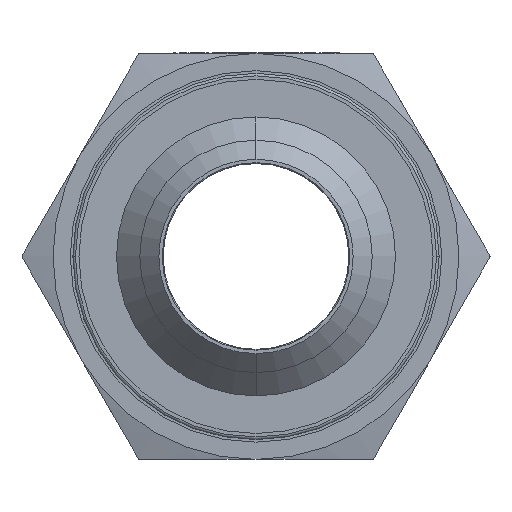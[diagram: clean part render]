
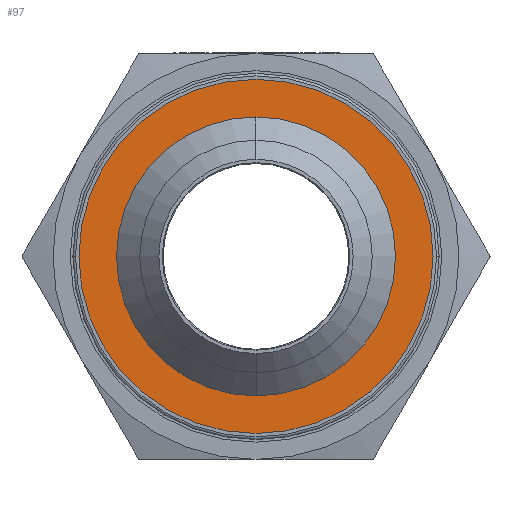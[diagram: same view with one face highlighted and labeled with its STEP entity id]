
A CAD part, left-side view. The second image highlights one B-rep face of the part: STEP entity #97.
In plain terms, the highlighted planar face has unit normal (-1, 0, 0).
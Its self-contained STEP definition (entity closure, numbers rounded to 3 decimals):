
#97 = ADVANCED_FACE ( 'NONE', ( #6066, #4395 ), #13081, .F. ) ;
#936 = ORIENTED_EDGE ( 'NONE', *, *, #10387, .T. ) ;
#1403 = CARTESIAN_POINT ( 'NONE',  ( -9.1, 0., 0. ) ) ;
#1910 = VERTEX_POINT ( 'NONE', #11100 ) ;
#2022 = ORIENTED_EDGE ( 'NONE', *, *, #8291, .T. ) ;
#2069 = EDGE_LOOP ( 'NONE', ( #2022, #8250 ) ) ;
#2291 = AXIS2_PLACEMENT_3D ( 'NONE', #1403, #9815, #9764 ) ;
#3017 = AXIS2_PLACEMENT_3D ( 'NONE', #10749, #5973, #7197 ) ;
#3902 = CIRCLE ( 'NONE', #6832, 16.15 ) ;
#4395 = FACE_OUTER_BOUND ( 'NONE', #8053, .T. ) ;
#4827 = CARTESIAN_POINT ( 'NONE',  ( -9.1, 0., 0. ) ) ;
#5435 = CARTESIAN_POINT ( 'NONE',  ( -9.1, 0., 0. ) ) ;
#5973 = DIRECTION ( 'NONE',  ( 1., 0., 0. ) ) ;
#6066 = FACE_BOUND ( 'NONE', #2069, .T. ) ;
#6485 = EDGE_CURVE ( 'NONE', #1910, #9617, #12399, .T. ) ;
#6621 = DIRECTION ( 'NONE',  ( -1., 0., 0. ) ) ;
#6832 = AXIS2_PLACEMENT_3D ( 'NONE', #5435, #9088, #9194 ) ;
#7197 = DIRECTION ( 'NONE',  ( 0., 0., 1. ) ) ;
#7672 = VERTEX_POINT ( 'NONE', #15026 ) ;
#8053 = EDGE_LOOP ( 'NONE', ( #936, #10384 ) ) ;
#8250 = ORIENTED_EDGE ( 'NONE', *, *, #9686, .T. ) ;
#8291 = EDGE_CURVE ( 'NONE', #7672, #13075, #3902, .T. ) ;
#8767 = CARTESIAN_POINT ( 'NONE',  ( -9.1, 0., -16.15 ) ) ;
#9088 = DIRECTION ( 'NONE',  ( 1., 0., 0. ) ) ;
#9194 = DIRECTION ( 'NONE',  ( 0., 0., 1. ) ) ;
#9209 = CARTESIAN_POINT ( 'NONE',  ( -9.1, 0., 20.5 ) ) ;
#9617 = VERTEX_POINT ( 'NONE', #9209 ) ;
#9686 = EDGE_CURVE ( 'NONE', #13075, #7672, #15279, .T. ) ;
#9764 = DIRECTION ( 'NONE',  ( 0., 1., 0. ) ) ;
#9800 = AXIS2_PLACEMENT_3D ( 'NONE', #4827, #11887, #10750 ) ;
#9815 = DIRECTION ( 'NONE',  ( 1., 0., 0. ) ) ;
#10384 = ORIENTED_EDGE ( 'NONE', *, *, #6485, .T. ) ;
#10387 = EDGE_CURVE ( 'NONE', #9617, #1910, #11094, .T. ) ;
#10749 = CARTESIAN_POINT ( 'NONE',  ( -9.1, 0., 0. ) ) ;
#10750 = DIRECTION ( 'NONE',  ( 0., 0., 1. ) ) ;
#11094 = CIRCLE ( 'NONE', #13738, 20.5 ) ;
#11100 = CARTESIAN_POINT ( 'NONE',  ( -9.1, 0., -20.5 ) ) ;
#11887 = DIRECTION ( 'NONE',  ( -1., 0., 0. ) ) ;
#12399 = CIRCLE ( 'NONE', #9800, 20.5 ) ;
#12602 = CARTESIAN_POINT ( 'NONE',  ( -9.1, 0., 0. ) ) ;
#13075 = VERTEX_POINT ( 'NONE', #8767 ) ;
#13081 = PLANE ( 'NONE',  #2291 ) ;
#13738 = AXIS2_PLACEMENT_3D ( 'NONE', #12602, #6621, #13801 ) ;
#13801 = DIRECTION ( 'NONE',  ( 0., 0., 1. ) ) ;
#15026 = CARTESIAN_POINT ( 'NONE',  ( -9.1, 0., 16.15 ) ) ;
#15279 = CIRCLE ( 'NONE', #3017, 16.15 ) ;
